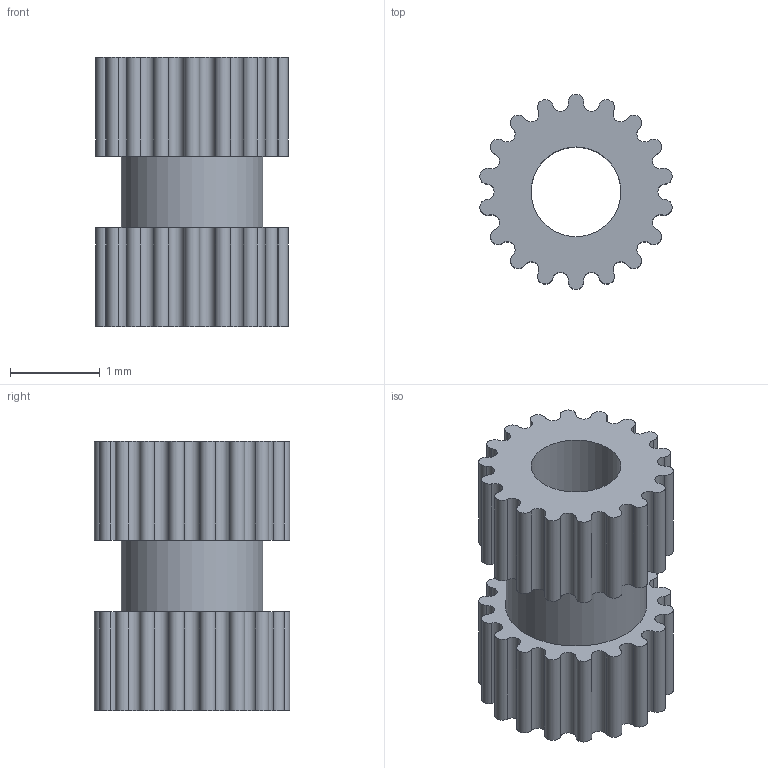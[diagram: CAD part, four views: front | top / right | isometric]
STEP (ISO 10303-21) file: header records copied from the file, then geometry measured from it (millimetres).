
FILE_DESCRIPTION(/* description */ ('STEP AP242','CAx-IF Rec.Pracs.---Representation and Presentation of Product Manufacturing Information (PMI)---4.0---2014-10-13','CAx-IF Rec.Pracs.---3D Tessellated Geometry---0.4---2014-09-14','2;1'),/* implementation_level */ '2;1');
FILE_NAME(/* name */ '63f760c1659a3e28e3796e6d',/* time_stamp */ '2023-02-23T12:49:06+00:00',/* author */ (''),/* organization */ (''),/* preprocessor_version */ 'ST-DEVELOPER v18.102',/* originating_system */ ' ',/* authorisation */ ' ');
FILE_SCHEMA (('AP242_MANAGED_MODEL_BASED_3D_ENGINEERING_MIM_LF { 1 0 10303 442 1 1 4 }'));
Length unit declared in the file: metre
Products named in the file (1): Part 1
Bounding box: 2.14 x 2.17 x 3 mm (x, y, z)
Volume: 6.1 mm3; surface area: 42.2 mm2
Topology: 1 solids, 1 shells, 78 faces, 222 edges, 148 vertices
Faces by surface type: cylinder 74, plane 4
Full cylindrical faces by diameter (mm): 1 x1, 1.574 x1
Entity records: 2650 total; most frequent: DIRECTION 526, CARTESIAN_POINT 447, ORIENTED_EDGE 440, AXIS2_PLACEMENT_3D 227, EDGE_CURVE 220, VERTEX_POINT 148, CIRCLE 148, EDGE_LOOP 84
